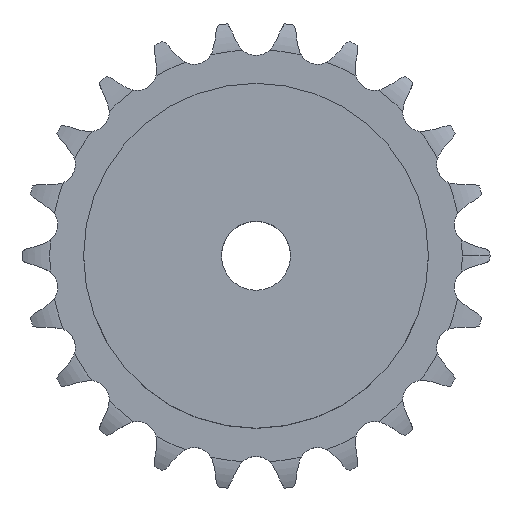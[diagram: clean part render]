
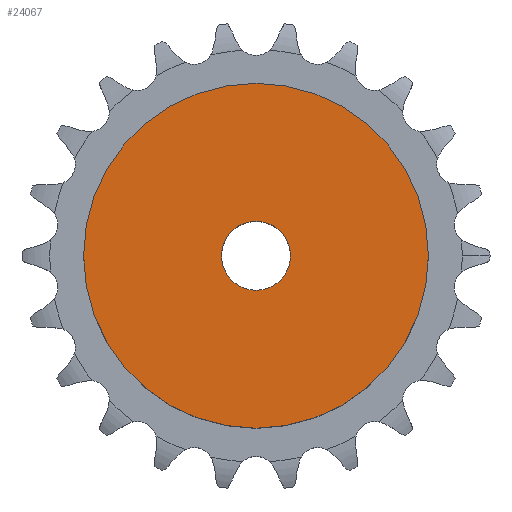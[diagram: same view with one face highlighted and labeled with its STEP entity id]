
A CAD part, top view. The second image highlights one B-rep face of the part: STEP entity #24067.
In plain terms, the highlighted planar face has unit normal (0, 0, 1).
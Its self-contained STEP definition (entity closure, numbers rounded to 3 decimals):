
#3120 = CYLINDRICAL_SURFACE('',#3121,35.);
#3121 = AXIS2_PLACEMENT_3D('',#3122,#3123,#3124);
#3122 = CARTESIAN_POINT('',(0.,0.,0.));
#3123 = DIRECTION('',(-0.,-0.,-1.));
#3124 = DIRECTION('',(1.,0.,0.));
#15292 = VERTEX_POINT('',#15293);
#15293 = CARTESIAN_POINT('',(35.,0.,28.));
#15314 = EDGE_CURVE('',#15292,#15292,#15315,.T.);
#15315 = SURFACE_CURVE('',#15316,(#15321,#15328),.PCURVE_S1.);
#15316 = CIRCLE('',#15317,35.);
#15317 = AXIS2_PLACEMENT_3D('',#15318,#15319,#15320);
#15318 = CARTESIAN_POINT('',(0.,0.,28.));
#15319 = DIRECTION('',(0.,0.,1.));
#15320 = DIRECTION('',(1.,0.,0.));
#15321 = PCURVE('',#3120,#15322);
#15322 = DEFINITIONAL_REPRESENTATION('',(#15323),#15327);
#15323 = LINE('',#15324,#15325);
#15324 = CARTESIAN_POINT('',(-0.,-28.));
#15325 = VECTOR('',#15326,1.);
#15326 = DIRECTION('',(-1.,0.));
#15327 = ( GEOMETRIC_REPRESENTATION_CONTEXT(2) 
PARAMETRIC_REPRESENTATION_CONTEXT() REPRESENTATION_CONTEXT('2D SPACE',''
  ) );
#15328 = PCURVE('',#15329,#15334);
#15329 = PLANE('',#15330);
#15330 = AXIS2_PLACEMENT_3D('',#15331,#15332,#15333);
#15331 = CARTESIAN_POINT('',(0.,0.,28.)
  );
#15332 = DIRECTION('',(0.,0.,1.));
#15333 = DIRECTION('',(1.,0.,0.));
#15334 = DEFINITIONAL_REPRESENTATION('',(#15335),#15339);
#15335 = CIRCLE('',#15336,35.);
#15336 = AXIS2_PLACEMENT_2D('',#15337,#15338);
#15337 = CARTESIAN_POINT('',(0.,0.));
#15338 = DIRECTION('',(1.,0.));
#15339 = ( GEOMETRIC_REPRESENTATION_CONTEXT(2) 
PARAMETRIC_REPRESENTATION_CONTEXT() REPRESENTATION_CONTEXT('2D SPACE',''
  ) );
#20480 = CYLINDRICAL_SURFACE('',#20481,7.);
#20481 = AXIS2_PLACEMENT_3D('',#20482,#20483,#20484);
#20482 = CARTESIAN_POINT('',(0.,0.,148.801));
#20483 = DIRECTION('',(0.,0.,1.));
#20484 = DIRECTION('',(1.,0.,0.));
#24067 = ADVANCED_FACE('',(#24068,#24071),#15329,.T.);
#24068 = FACE_BOUND('',#24069,.T.);
#24069 = EDGE_LOOP('',(#24070));
#24070 = ORIENTED_EDGE('',*,*,#15314,.T.);
#24071 = FACE_BOUND('',#24072,.T.);
#24072 = EDGE_LOOP('',(#24073));
#24073 = ORIENTED_EDGE('',*,*,#24074,.F.);
#24074 = EDGE_CURVE('',#24075,#24075,#24077,.T.);
#24075 = VERTEX_POINT('',#24076);
#24076 = CARTESIAN_POINT('',(7.,0.,28.));
#24077 = SURFACE_CURVE('',#24078,(#24083,#24090),.PCURVE_S1.);
#24078 = CIRCLE('',#24079,7.);
#24079 = AXIS2_PLACEMENT_3D('',#24080,#24081,#24082);
#24080 = CARTESIAN_POINT('',(0.,0.,28.));
#24081 = DIRECTION('',(0.,0.,1.));
#24082 = DIRECTION('',(1.,0.,0.));
#24083 = PCURVE('',#15329,#24084);
#24084 = DEFINITIONAL_REPRESENTATION('',(#24085),#24089);
#24085 = CIRCLE('',#24086,7.);
#24086 = AXIS2_PLACEMENT_2D('',#24087,#24088);
#24087 = CARTESIAN_POINT('',(0.,0.));
#24088 = DIRECTION('',(1.,0.));
#24089 = ( GEOMETRIC_REPRESENTATION_CONTEXT(2) 
PARAMETRIC_REPRESENTATION_CONTEXT() REPRESENTATION_CONTEXT('2D SPACE',''
  ) );
#24090 = PCURVE('',#20480,#24091);
#24091 = DEFINITIONAL_REPRESENTATION('',(#24092),#24096);
#24092 = LINE('',#24093,#24094);
#24093 = CARTESIAN_POINT('',(0.,-120.801));
#24094 = VECTOR('',#24095,1.);
#24095 = DIRECTION('',(1.,0.));
#24096 = ( GEOMETRIC_REPRESENTATION_CONTEXT(2) 
PARAMETRIC_REPRESENTATION_CONTEXT() REPRESENTATION_CONTEXT('2D SPACE',''
  ) );
